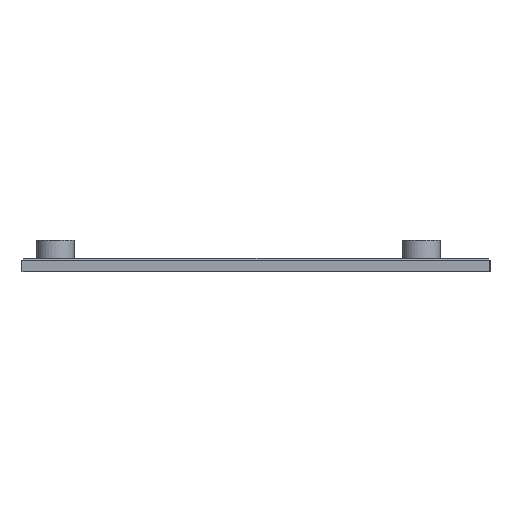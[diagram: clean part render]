
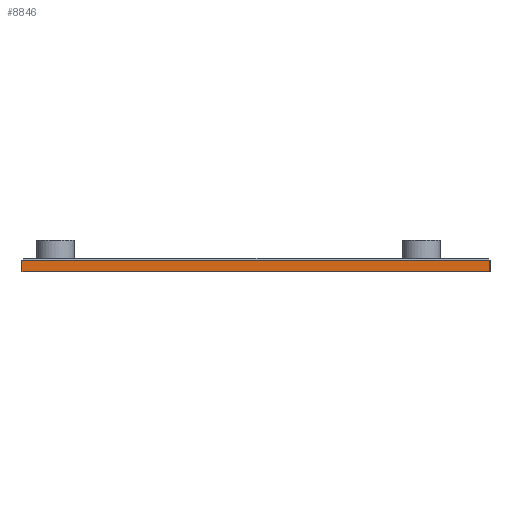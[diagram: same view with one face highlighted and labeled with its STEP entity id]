
A CAD part, left-side view. The second image highlights one B-rep face of the part: STEP entity #8846.
In plain terms, the highlighted planar face has unit normal (-1, 0, 0).
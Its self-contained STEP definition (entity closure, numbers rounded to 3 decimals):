
#583=PLANE('',#9360);
#1006=FACE_OUTER_BOUND('',#1588,.T.);
#1588=EDGE_LOOP('',(#8396,#8397,#8398,#8399));
#1977=LINE('',#12369,#3118);
#1984=LINE('',#12384,#3125);
#1987=LINE('',#12394,#3128);
#2732=LINE('',#13954,#3873);
#3118=VECTOR('',#9880,10.);
#3125=VECTOR('',#9895,10.);
#3128=VECTOR('',#9906,10.);
#3873=VECTOR('',#11499,10.);
#4357=VERTEX_POINT('',#12361);
#4359=VERTEX_POINT('',#12367);
#4363=VERTEX_POINT('',#12383);
#4366=VERTEX_POINT('',#12393);
#5184=EDGE_CURVE('',#4359,#4357,#1977,.T.);
#5191=EDGE_CURVE('',#4363,#4357,#1984,.T.);
#5196=EDGE_CURVE('',#4363,#4366,#1987,.T.);
#5973=EDGE_CURVE('',#4366,#4359,#2732,.T.);
#8396=ORIENTED_EDGE('',*,*,#5184,.F.);
#8397=ORIENTED_EDGE('',*,*,#5973,.F.);
#8398=ORIENTED_EDGE('',*,*,#5196,.F.);
#8399=ORIENTED_EDGE('',*,*,#5191,.T.);
#8846=ADVANCED_FACE('',(#1006),#583,.T.);
#9360=AXIS2_PLACEMENT_3D('',#13953,#11497,#11498);
#9880=DIRECTION('',(0.,-1.,0.));
#9895=DIRECTION('',(0.,0.,1.));
#9906=DIRECTION('',(0.,1.,0.));
#11497=DIRECTION('center_axis',(-1.,0.,0.));
#11498=DIRECTION('ref_axis',(0.,-1.,0.));
#11499=DIRECTION('',(0.,0.,1.));
#12361=CARTESIAN_POINT('',(-2.,-74.713,3.486));
#12367=CARTESIAN_POINT('',(-2.,2.,3.486));
#12369=CARTESIAN_POINT('',(-2.,-17.178,3.486));
#12383=CARTESIAN_POINT('',(-2.,-74.713,1.586));
#12384=CARTESIAN_POINT('',(-2.,-74.713,1.586));
#12393=CARTESIAN_POINT('',(-2.,2.,1.586));
#12394=CARTESIAN_POINT('',(-2.,-74.713,1.586));
#13953=CARTESIAN_POINT('Origin',(-2.,2.,1.586));
#13954=CARTESIAN_POINT('',(-2.,2.,1.586));
